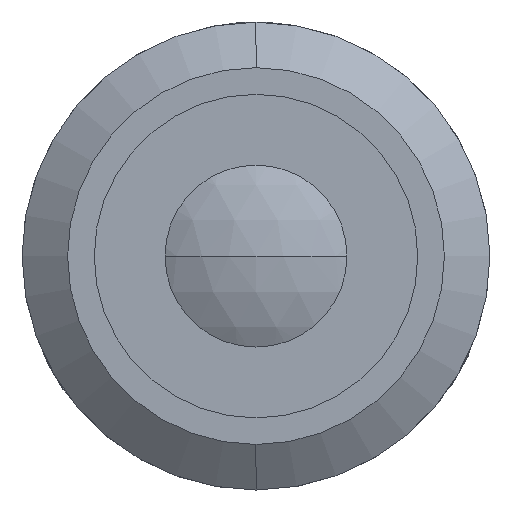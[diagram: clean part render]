
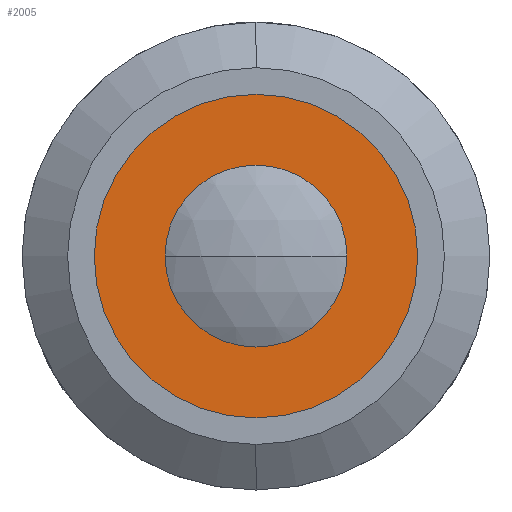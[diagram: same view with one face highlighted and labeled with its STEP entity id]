
A CAD part, left-side view. The second image highlights one B-rep face of the part: STEP entity #2005.
In plain terms, the highlighted planar face has unit normal (-1, 0, 0).
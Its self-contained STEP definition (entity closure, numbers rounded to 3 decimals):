
#142 = DIRECTION ( 'NONE',  ( -1., 0., 0. ) ) ;
#254 = VERTEX_POINT ( 'NONE', #743 ) ;
#307 = CIRCLE ( 'NONE', #2172, 13. ) ;
#509 = VERTEX_POINT ( 'NONE', #3557 ) ;
#743 = CARTESIAN_POINT ( 'NONE',  ( 3.8, 0., 13. ) ) ;
#817 = EDGE_LOOP ( 'NONE', ( #1695, #2210 ) ) ;
#985 = EDGE_CURVE ( 'NONE', #2567, #2824, #3636, .T. ) ;
#1051 = FACE_BOUND ( 'NONE', #817, .T. ) ;
#1478 = PLANE ( 'NONE',  #3124 ) ;
#1566 = CARTESIAN_POINT ( 'NONE',  ( 3.8, 0., -7. ) ) ;
#1665 = CARTESIAN_POINT ( 'NONE',  ( 3.8, 0., 0. ) ) ;
#1695 = ORIENTED_EDGE ( 'NONE', *, *, #985, .F. ) ;
#1880 = EDGE_CURVE ( 'NONE', #509, #254, #3264, .T. ) ;
#2005 = ADVANCED_FACE ( 'NONE', ( #1051, #3188 ), #1478, .F. ) ;
#2008 = DIRECTION ( 'NONE',  ( -1., 0., 0. ) ) ;
#2053 = AXIS2_PLACEMENT_3D ( 'NONE', #1665, #2361, #4430 ) ;
#2172 = AXIS2_PLACEMENT_3D ( 'NONE', #4101, #2008, #3066 ) ;
#2210 = ORIENTED_EDGE ( 'NONE', *, *, #2832, .F. ) ;
#2361 = DIRECTION ( 'NONE',  ( -1., 0., 0. ) ) ;
#2518 = DIRECTION ( 'NONE',  ( 0., 0., -1. ) ) ;
#2567 = VERTEX_POINT ( 'NONE', #3899 ) ;
#2589 = EDGE_LOOP ( 'NONE', ( #2878, #3413 ) ) ;
#2824 = VERTEX_POINT ( 'NONE', #1566 ) ;
#2832 = EDGE_CURVE ( 'NONE', #2824, #2567, #3116, .T. ) ;
#2840 = CARTESIAN_POINT ( 'NONE',  ( 3.8, 0., 0. ) ) ;
#2852 = DIRECTION ( 'NONE',  ( 1., 0., 0. ) ) ;
#2867 = DIRECTION ( 'NONE',  ( 0., 0., 1. ) ) ;
#2878 = ORIENTED_EDGE ( 'NONE', *, *, #4172, .T. ) ;
#3066 = DIRECTION ( 'NONE',  ( 0., 0., 1. ) ) ;
#3116 = CIRCLE ( 'NONE', #4056, 7. ) ;
#3124 = AXIS2_PLACEMENT_3D ( 'NONE', #4200, #2852, #2518 ) ;
#3188 = FACE_OUTER_BOUND ( 'NONE', #2589, .T. ) ;
#3264 = CIRCLE ( 'NONE', #3561, 13. ) ;
#3413 = ORIENTED_EDGE ( 'NONE', *, *, #1880, .T. ) ;
#3557 = CARTESIAN_POINT ( 'NONE',  ( 3.8, 0., -13. ) ) ;
#3561 = AXIS2_PLACEMENT_3D ( 'NONE', #4459, #4072, #4111 ) ;
#3636 = CIRCLE ( 'NONE', #2053, 7. ) ;
#3899 = CARTESIAN_POINT ( 'NONE',  ( 3.8, 0., 7. ) ) ;
#4056 = AXIS2_PLACEMENT_3D ( 'NONE', #2840, #142, #2867 ) ;
#4072 = DIRECTION ( 'NONE',  ( -1., 0., 0. ) ) ;
#4101 = CARTESIAN_POINT ( 'NONE',  ( 3.8, 0., 0. ) ) ;
#4111 = DIRECTION ( 'NONE',  ( 0., 0., 1. ) ) ;
#4172 = EDGE_CURVE ( 'NONE', #254, #509, #307, .T. ) ;
#4200 = CARTESIAN_POINT ( 'NONE',  ( 3.8, 13., 0. ) ) ;
#4430 = DIRECTION ( 'NONE',  ( 0., 0., 1. ) ) ;
#4459 = CARTESIAN_POINT ( 'NONE',  ( 3.8, 0., 0. ) ) ;
